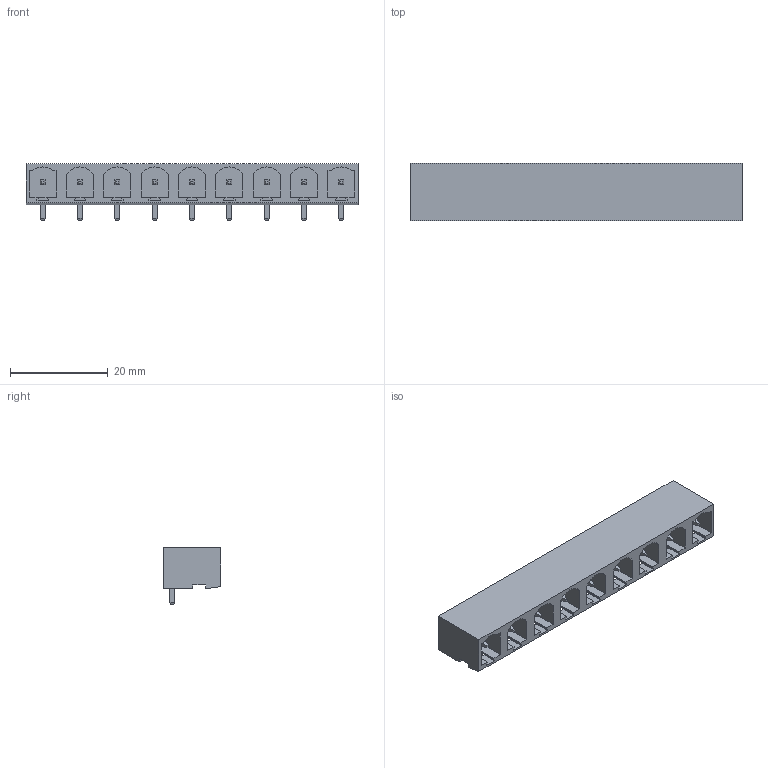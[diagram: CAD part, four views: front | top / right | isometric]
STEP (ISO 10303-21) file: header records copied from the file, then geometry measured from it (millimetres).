
FILE_DESCRIPTION(('CATIA V5 STEP Exchange','CAx-IF Rec.Pracs.--- Model Styling and Organization---1.2---2011-12-15'),'2;1');
FILE_NAME ('D1387716_1_1472560000_1472560000.stp','2018-11-15T17:13:49+00:00',('none'),('Weidmueller'),'CATIA Version 5-6 Release 2014','CATIA V5 STEP AP214','none');
FILE_SCHEMA(('AUTOMOTIVE_DESIGN { 1 0 10303 214 1 1 1 1 }'));
Length unit declared in the file: millimetre
Products named in the file (1): 1472560000
Bounding box: 67.76 x 11.75 x 11.6 mm (x, y, z)
Volume: 4037 mm3; surface area: 5508.4 mm2
Topology: 10 solids, 10 shells, 366 faces, 975 edges, 620 vertices
Faces by surface type: plane 321, cylinder 45
Entity records: 9652 total; most frequent: ORIENTED_EDGE 1950, CARTESIAN_POINT 1699, DIRECTION 1181, EDGE_CURVE 903, VECTOR 777, LINE 777, VERTEX_POINT 548, EDGE_LOOP 393
